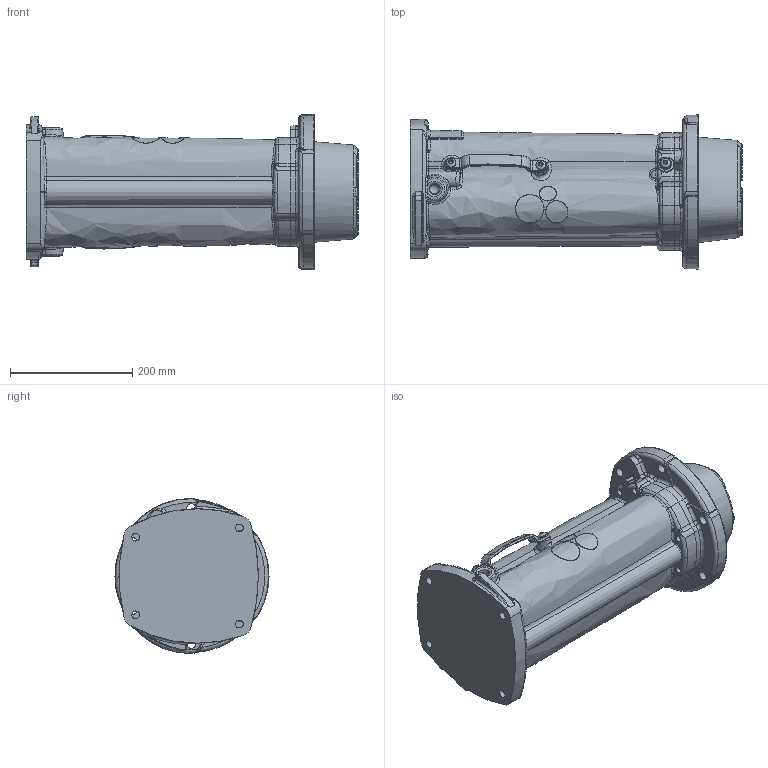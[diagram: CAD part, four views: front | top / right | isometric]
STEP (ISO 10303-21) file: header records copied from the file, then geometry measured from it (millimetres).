
FILE_DESCRIPTION(/* description */ (''),/* implementation_level */ '2;1');
FILE_NAME(/* name */ 'RS848_SLD Body with Type C Flange 2229_SLD.stp',/* time_stamp */ '2022-09-10T15:56:09+10:00',/* author */ ('a.tao491'),/* organization */ (''),/* preprocessor_version */ 'ST-DEVELOPER v16.5',/* originating_system */ 'Autodesk Inventor 2017',/* authorisation */ '');
FILE_SCHEMA (('AUTOMOTIVE_DESIGN { 1 0 10303 214 3 1 1 }'));
Products named in the file (6): RS848_SLD Body with Type C  Flange 2229_SLD; 1216; 1221; Part3; 2235_SLD; 2229_SLD
Assembly tree (10 placements, depth 2):
  RS848_SLD Body with Type C  Flange 2229_SLD
    1216  x5
    1221
    Part3  x2
    2235_SLD
    2229_SLD
Bounding box: 542.95 x 252.05 x 254.05 mm (x, y, z)
Volume: 13117463.6 mm3; surface area: 555491.9 mm2
Topology: 10 solids, 10 shells, 942 faces, 2386 edges, 1439 vertices
Faces by surface type: bspline 355, cylinder 179, plane 140, torus 135, cone 85, sphere 48
Full cylindrical faces by diameter (mm): 7.798 x5, 9.45 x5, 10 x6, 11 x4, 11.1 x1, 13 x4, 15 x6, 16.3 x5, 19.7 x1
Entity records: 50413 total; most frequent: CARTESIAN_POINT 32589, ORIENTED_EDGE 3824, DIRECTION 3197, EDGE_CURVE 1912, AXIS2_PLACEMENT_3D 1499, VERTEX_POINT 1202, CIRCLE 892, EDGE_LOOP 854
